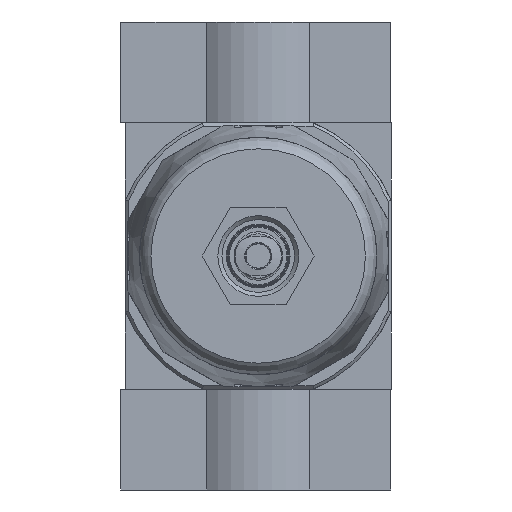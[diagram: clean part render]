
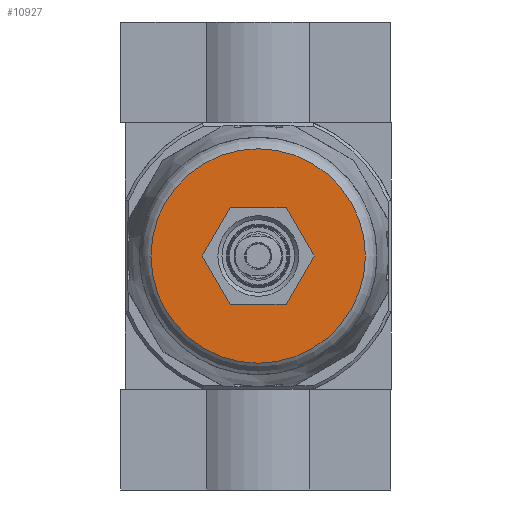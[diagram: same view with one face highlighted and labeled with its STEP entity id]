
A CAD part, front view. The second image highlights one B-rep face of the part: STEP entity #10927.
In plain terms, the highlighted planar face has unit normal (0, -1, 0).
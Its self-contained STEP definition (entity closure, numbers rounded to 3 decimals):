
#766=CIRCLE('',#11659,26.576);
#2435=ORIENTED_EDGE('',*,*,#3904,.T.);
#2436=ORIENTED_EDGE('',*,*,#4053,.T.);
#2437=ORIENTED_EDGE('',*,*,#4068,.T.);
#2438=ORIENTED_EDGE('',*,*,#4065,.T.);
#2439=ORIENTED_EDGE('',*,*,#4062,.T.);
#2440=ORIENTED_EDGE('',*,*,#4059,.T.);
#2441=ORIENTED_EDGE('',*,*,#4056,.T.);
#3904=EDGE_CURVE('',#4932,#4932,#766,.F.);
#4053=EDGE_CURVE('',#5015,#5014,#5651,.T.);
#4056=EDGE_CURVE('',#5017,#5015,#5654,.T.);
#4059=EDGE_CURVE('',#5019,#5017,#5657,.T.);
#4062=EDGE_CURVE('',#5021,#5019,#5660,.T.);
#4065=EDGE_CURVE('',#5023,#5021,#5663,.T.);
#4068=EDGE_CURVE('',#5014,#5023,#5666,.T.);
#4932=VERTEX_POINT('',#16374);
#5014=VERTEX_POINT('',#16878);
#5015=VERTEX_POINT('',#16880);
#5017=VERTEX_POINT('',#16886);
#5019=VERTEX_POINT('',#16892);
#5021=VERTEX_POINT('',#16898);
#5023=VERTEX_POINT('',#16904);
#5651=LINE('',#16879,#6187);
#5654=LINE('',#16885,#6190);
#5657=LINE('',#16891,#6193);
#5660=LINE('',#16897,#6196);
#5663=LINE('',#16903,#6199);
#5666=LINE('',#16908,#6202);
#6187=VECTOR('',#13609,1000.);
#6190=VECTOR('',#13614,1000.);
#6193=VECTOR('',#13619,1000.);
#6196=VECTOR('',#13624,1000.);
#6199=VECTOR('',#13629,1000.);
#6202=VECTOR('',#13634,1000.);
#6790=EDGE_LOOP('',(#2435));
#6791=EDGE_LOOP('',(#2436,#2437,#2438,#2439,#2440,#2441));
#7526=FACE_BOUND('',#6790,.T.);
#7527=FACE_BOUND('',#6791,.T.);
#8064=PLANE('',#11756);
#10927=ADVANCED_FACE('',(#7526,#7527),#8064,.F.);
#11659=AXIS2_PLACEMENT_3D('',#16373,#13353,#13354);
#11756=AXIS2_PLACEMENT_3D('',#16909,#13635,#13636);
#13353=DIRECTION('',(0.,1.,0.));
#13354=DIRECTION('',(0.,0.,1.));
#13609=DIRECTION('',(0.,0.,1.));
#13614=DIRECTION('',(-0.866,0.,0.5));
#13619=DIRECTION('',(-0.866,0.,-0.5));
#13624=DIRECTION('',(0.,0.,-1.));
#13629=DIRECTION('',(0.866,0.,-0.5));
#13634=DIRECTION('',(0.866,0.,0.5));
#13635=DIRECTION('',(0.,1.,0.));
#13636=DIRECTION('',(0.,0.,1.));
#16373=CARTESIAN_POINT('',(0.,-164.,0.));
#16374=CARTESIAN_POINT('',(0.,-164.,26.576));
#16878=CARTESIAN_POINT('',(-12.,-164.,6.928));
#16879=CARTESIAN_POINT('',(-12.,-164.,-6.928));
#16880=CARTESIAN_POINT('',(-12.,-164.,-6.928));
#16885=CARTESIAN_POINT('',(0.,-164.,-13.856));
#16886=CARTESIAN_POINT('',(0.,-164.,-13.856));
#16891=CARTESIAN_POINT('',(12.,-164.,-6.928));
#16892=CARTESIAN_POINT('',(12.,-164.,-6.928));
#16897=CARTESIAN_POINT('',(12.,-164.,6.928));
#16898=CARTESIAN_POINT('',(12.,-164.,6.928));
#16903=CARTESIAN_POINT('',(0.,-164.,13.856));
#16904=CARTESIAN_POINT('',(0.,-164.,13.856));
#16908=CARTESIAN_POINT('',(-12.,-164.,6.928));
#16909=CARTESIAN_POINT('',(0.,-164.,0.));
